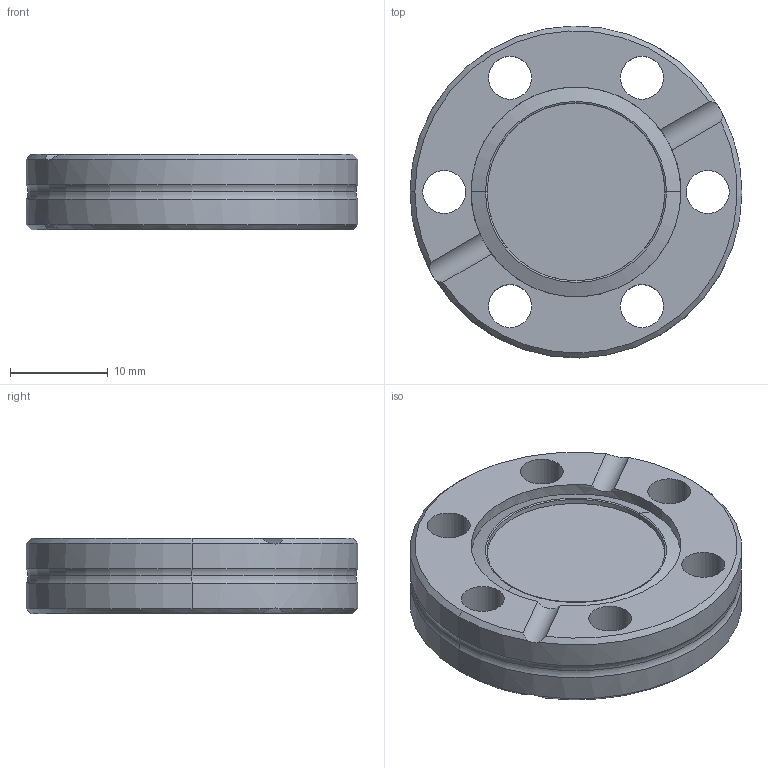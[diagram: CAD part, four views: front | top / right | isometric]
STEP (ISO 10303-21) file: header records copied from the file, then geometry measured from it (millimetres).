
FILE_DESCRIPTION (( 'STEP AP214' ), '1' );
FILE_NAME ('420FDB016.step', '2017-07-07T10:13:27', ( 'install' ), ( '' ), 'SwSTEP 2.0', 'SolidWorks 2015', '' );
FILE_SCHEMA (( 'AUTOMOTIVE_DESIGN' ));
Length unit declared in the file: millimetre
Products named in the file (1): 420FDB016
Bounding box: 34 x 34 x 7.75 mm (x, y, z)
Volume: 5447.5 mm3; surface area: 3276.9 mm2
Topology: 1 solids, 1 shells, 52 faces, 130 edges, 80 vertices
Faces by surface type: cylinder 24, cone 14, torus 8, plane 6
Entity records: 1708 total; most frequent: CARTESIAN_POINT 375, DIRECTION 296, ORIENTED_EDGE 260, EDGE_CURVE 130, AXIS2_PLACEMENT_3D 129, VERTEX_POINT 80, CIRCLE 76, EDGE_LOOP 64
